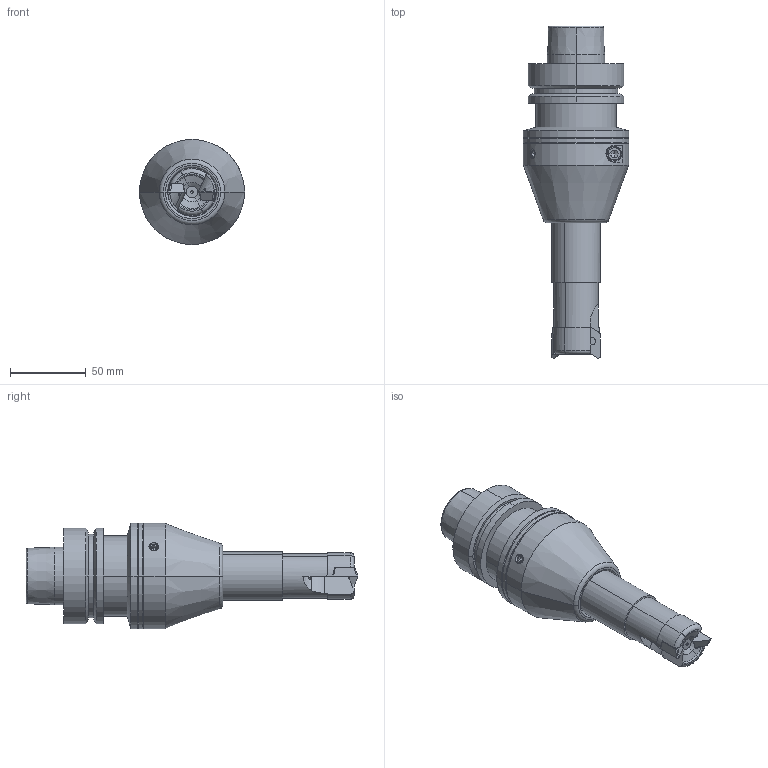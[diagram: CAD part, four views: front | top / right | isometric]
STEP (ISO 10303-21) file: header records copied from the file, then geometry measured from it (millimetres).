
FILE_DESCRIPTION(('HOOPS Exchange Step'),'2;1');
FILE_NAME('export-AD2D3C3D-3032-430C-B4C3-1EE43E1E615E.stp','2024-08-16T13:12:15+02:00',('Engineering'),('Alibre'),'HOOPS Exchange 2023.0','Alibre','Unknown authorisation');
FILE_SCHEMA( ('AP242_MANAGED_MODEL_BASED_3D_ENGINEERING_MIM_LF {1 0 10303 442 1 1 4 }') );
Length unit declared in the file: millimetre
Products named in the file (4): 6940 HYDRO-GRIP COMPACT 32 - HSK63F; 6926 Ø32 Z=2 L=150 CL=50 Ap=16 Shoulder Milling ALU-Cutter (TE90XEV 232-32-16); 6931 XEVT 160508R-AL K10 Sharp ground  polished inserts (ALU  non-ferrous materials); 6926 demo assembly 6940 ETP
Assembly tree (4 placements, depth 2):
  6926 demo assembly 6940 ETP
    6940 HYDRO-GRIP COMPACT 32 - HSK63F
    6926 Ø32 Z=2 L=150 CL=50 Ap=16 Shoulder Milling ALU-Cutter (TE90XEV 232-32-16)
    6931 XEVT 160508R-AL K10 Sharp ground  polished inserts (ALU  non-ferrous materials)  x2
Bounding box: 69.5 x 219.48 x 69.5 mm (x, y, z)
Volume: 357456.4 mm3; surface area: 67574.8 mm2
Topology: 5 solids, 7 shells, 296 faces, 748 edges, 463 vertices
Faces by surface type: cylinder 86, plane 79, cone 71, torus 38, bspline 22
Entity records: 11342 total; most frequent: CARTESIAN_POINT 4806, DIRECTION 1316, ORIENTED_EDGE 1306, EDGE_CURVE 653, AXIS2_PLACEMENT_3D 533, VERTEX_POINT 415, EDGE_LOOP 300, FACE_BOUND 300
